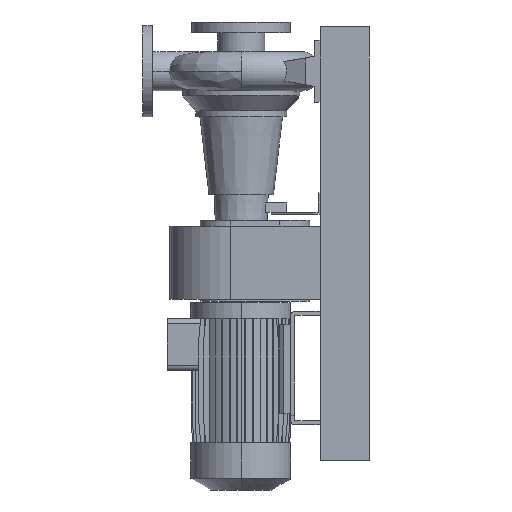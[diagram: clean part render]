
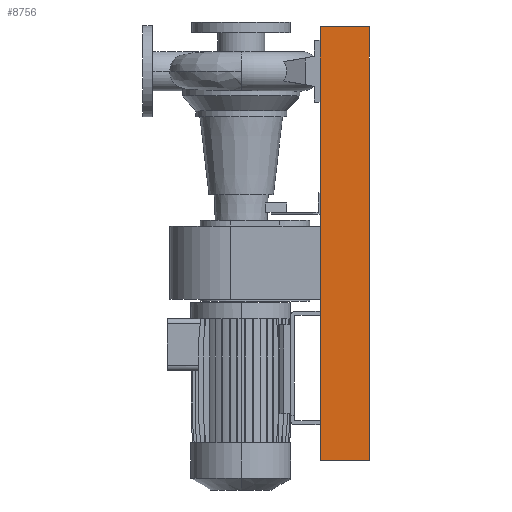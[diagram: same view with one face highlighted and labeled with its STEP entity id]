
A CAD part, left-side view. The second image highlights one B-rep face of the part: STEP entity #8756.
In plain terms, the highlighted planar face has unit normal (-1, 0, 0).
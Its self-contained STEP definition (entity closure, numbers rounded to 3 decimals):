
#383 = CARTESIAN_POINT ( 'NONE',  ( -150., 50., -440. ) ) ;
#899 = CARTESIAN_POINT ( 'NONE',  ( -150., -50., -440. ) ) ;
#1308 = PLANE ( 'NONE',  #11555 ) ;
#1339 = VECTOR ( 'NONE', #10793, 1000. ) ;
#2497 = DIRECTION ( 'NONE',  ( -1., 0., 0. ) ) ;
#3165 = EDGE_CURVE ( 'NONE', #16392, #3899, #14157, .T. ) ;
#3294 = VERTEX_POINT ( 'NONE', #13485 ) ;
#3899 = VERTEX_POINT ( 'NONE', #6093 ) ;
#3990 = ORIENTED_EDGE ( 'NONE', *, *, #3165, .F. ) ;
#4183 = LINE ( 'NONE', #17075, #1339 ) ;
#6024 = LINE ( 'NONE', #15613, #14199 ) ;
#6093 = CARTESIAN_POINT ( 'NONE',  ( -150., -50., 440. ) ) ;
#6432 = EDGE_CURVE ( 'NONE', #14334, #3294, #6024, .T. ) ;
#7977 = CARTESIAN_POINT ( 'NONE',  ( -150., -50., 440. ) ) ;
#8756 = ADVANCED_FACE ( 'NONE', ( #17106 ), #1308, .T. ) ;
#9166 = EDGE_CURVE ( 'NONE', #14334, #16392, #4183, .T. ) ;
#9362 = ORIENTED_EDGE ( 'NONE', *, *, #15002, .T. ) ;
#9745 = ORIENTED_EDGE ( 'NONE', *, *, #6432, .T. ) ;
#9925 = DIRECTION ( 'NONE',  ( 0., 0., 1. ) ) ;
#10032 = LINE ( 'NONE', #11204, #17541 ) ;
#10793 = DIRECTION ( 'NONE',  ( 0., 0., 1. ) ) ;
#11204 = CARTESIAN_POINT ( 'NONE',  ( -150., -50., -440. ) ) ;
#11555 = AXIS2_PLACEMENT_3D ( 'NONE', #899, #2497, #19130 ) ;
#13485 = CARTESIAN_POINT ( 'NONE',  ( -150., -50., -440. ) ) ;
#14157 = LINE ( 'NONE', #7977, #18002 ) ;
#14199 = VECTOR ( 'NONE', #14218, 1000. ) ;
#14218 = DIRECTION ( 'NONE',  ( 0., -1., 0. ) ) ;
#14334 = VERTEX_POINT ( 'NONE', #383 ) ;
#14688 = ORIENTED_EDGE ( 'NONE', *, *, #9166, .F. ) ;
#15002 = EDGE_CURVE ( 'NONE', #3294, #3899, #10032, .T. ) ;
#15613 = CARTESIAN_POINT ( 'NONE',  ( -150., -50., -440. ) ) ;
#16392 = VERTEX_POINT ( 'NONE', #20260 ) ;
#17075 = CARTESIAN_POINT ( 'NONE',  ( -150., 50., -440. ) ) ;
#17106 = FACE_OUTER_BOUND ( 'NONE', #20615, .T. ) ;
#17541 = VECTOR ( 'NONE', #9925, 1000. ) ;
#18002 = VECTOR ( 'NONE', #20571, 1000. ) ;
#19130 = DIRECTION ( 'NONE',  ( 0., 0., 1. ) ) ;
#20260 = CARTESIAN_POINT ( 'NONE',  ( -150., 50., 440. ) ) ;
#20571 = DIRECTION ( 'NONE',  ( 0., -1., 0. ) ) ;
#20615 = EDGE_LOOP ( 'NONE', ( #3990, #14688, #9745, #9362 ) ) ;
